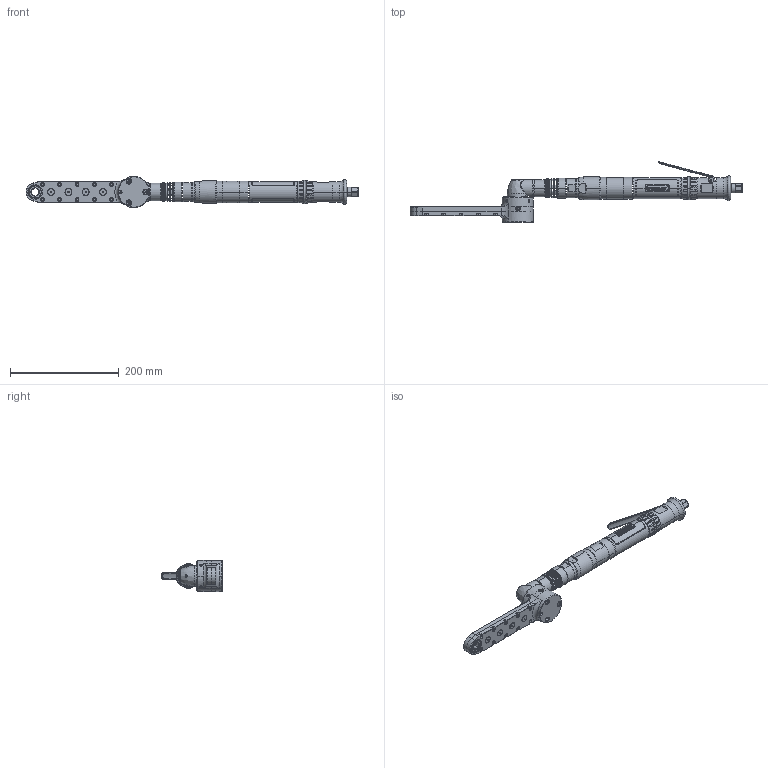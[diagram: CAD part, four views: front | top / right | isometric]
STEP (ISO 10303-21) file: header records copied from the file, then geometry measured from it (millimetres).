
FILE_DESCRIPTION((''),'2;1');
FILE_NAME('AA33LC499-58','2010-11-17T',('VST0704'),(''),'PRO/ENGINEER BY PARAMETRIC TECHNOLOGY CORPORATION, 2009460','PRO/ENGINEER BY PARAMETRIC TECHNOLOGY CORPORATION, 2009460','');
FILE_SCHEMA(('CONFIG_CONTROL_DESIGN'));
Length unit declared in the file: inch
Products named in the file (1): AA33LC499-58
Bounding box: 609.78 x 111.7 x 57.15 mm (x, y, z)
Surface area: 88971.5 mm2 (no closed solid volume)
Topology: 0 solids, 118 shells, 740 faces, 4276 edges, 3543 vertices
Faces by surface type: cylinder 249, plane 200, cone 193, torus 82, bspline 16
Entity records: 46887 total; most frequent: CARTESIAN_POINT 17830, ORIENTED_EDGE 5348, DIRECTION 5221, EDGE_CURVE 4276, VERTEX_POINT 3543, AXIS2_PLACEMENT_3D 2083, B_SPLINE_CURVE_WITH_KNOTS 1862, CIRCLE 1359
